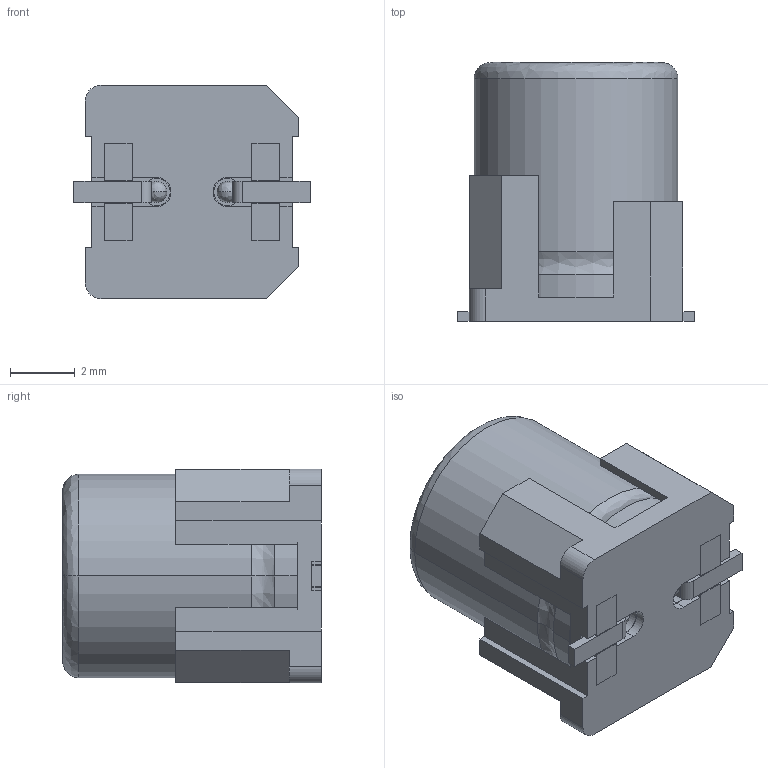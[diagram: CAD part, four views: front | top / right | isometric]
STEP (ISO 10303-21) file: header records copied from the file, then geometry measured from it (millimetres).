
FILE_DESCRIPTION (( 'STEP AP214' ), '1' );
FILE_NAME ('EEETQV470XAV.STEP', '2021-07-07T16:55:39', ( '' ), ( '' ), 'SwSTEP 2.0', 'SolidWorks 2017', '' );
FILE_SCHEMA (( 'AUTOMOTIVE_DESIGN' ));
Length unit declared in the file: millimetre
Products named in the file (1): EEETQV470XAV
Bounding box: 7.3 x 8 x 6.6 mm (x, y, z)
Volume: 277.8 mm3; surface area: 433.2 mm2
Topology: 6 solids, 6 shells, 139 faces, 371 edges, 240 vertices
Faces by surface type: plane 108, cylinder 23, bspline 8
Entity records: 5956 total; most frequent: CARTESIAN_POINT 873, ORIENTED_EDGE 734, DIRECTION 692, EDGE_CURVE 367, LINE 302, VECTOR 302, VERTEX_POINT 240, AXIS2_PLACEMENT_3D 195
